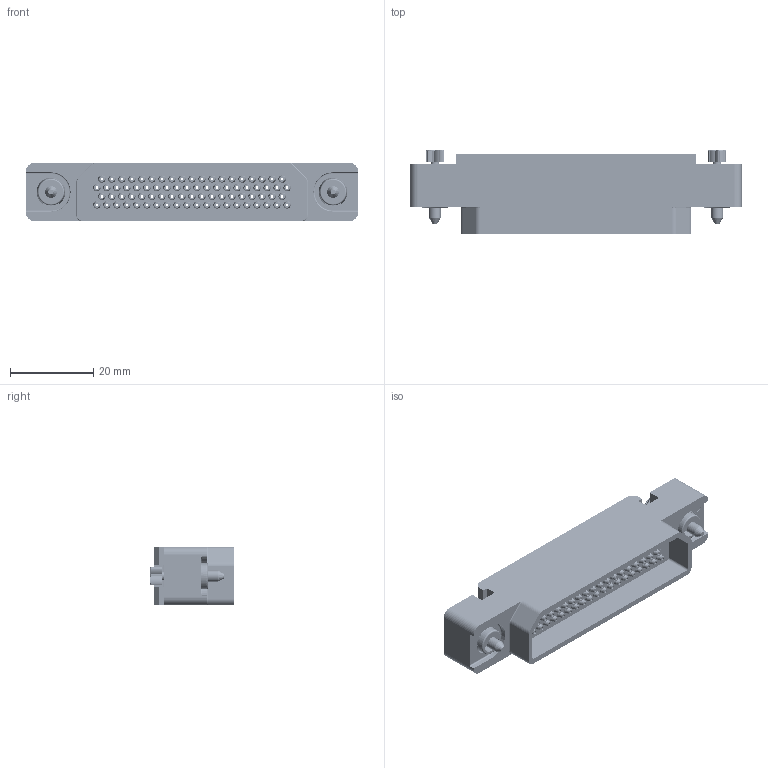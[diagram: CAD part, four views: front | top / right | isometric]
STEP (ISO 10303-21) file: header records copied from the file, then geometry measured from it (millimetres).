
FILE_DESCRIPTION((''),'2;1');
FILE_NAME('1900ND12P2A00A','2019-10-30T',('presta_be4'),(''),'CREO PARAMETRIC BY PTC INC, 2018360','CREO PARAMETRIC BY PTC INC, 2018360','');
FILE_SCHEMA(('CONFIG_CONTROL_DESIGN'));
Products named in the file (1): 1900ND12P2A00A
Bounding box: 80 x 20.16 x 14 mm (x, y, z)
Volume: 11254.2 mm3; surface area: 15225.1 mm2
Topology: 3 solids, 3 shells, 4672 faces, 11115 edges, 7008 vertices
Faces by surface type: plane 1907, cylinder 1498, cone 976, extrusion 251, torus 40
Entity records: 137925 total; most frequent: CARTESIAN_POINT 27777, DIRECTION 23286, ORIENTED_EDGE 22222, EDGE_CURVE 11111, AXIS2_PLACEMENT_3D 8319, VERTEX_POINT 7008, VECTOR 6648, LINE 6397
